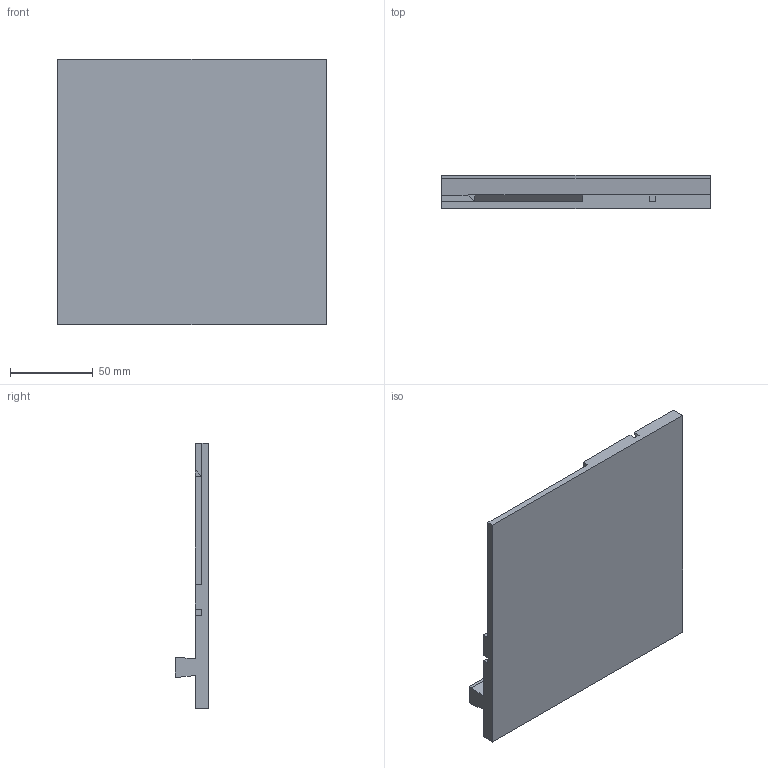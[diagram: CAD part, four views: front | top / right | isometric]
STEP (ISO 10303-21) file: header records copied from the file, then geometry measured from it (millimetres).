
FILE_DESCRIPTION(('FreeCAD Model'),'2;1');
FILE_NAME('Open CASCADE Shape Model','2025-05-28T20:53:15',(''),(''), 'Open CASCADE STEP processor 7.8','FreeCAD','Unknown');
FILE_SCHEMA(('AUTOMOTIVE_DESIGN { 1 0 10303 214 1 1 1 1 }'));
Length unit declared in the file: millimetre
Products named in the file (1): 10BackPart
Bounding box: 162 x 20 x 160 mm (x, y, z)
Volume: 217120.3 mm3; surface area: 62872.2 mm2
Topology: 1 solids, 1 shells, 63 faces, 166 edges, 110 vertices
Faces by surface type: plane 37, extrusion 24, cylinder 2
Full cylindrical faces by diameter (mm): 5 x2
Entity records: 2303 total; most frequent: CARTESIAN_POINT 809, ORIENTED_EDGE 332, DIRECTION 226, EDGE_CURVE 166, VECTOR 138, LINE 114, VERTEX_POINT 110, B_SPLINE_CURVE_WITH_KNOTS 72
